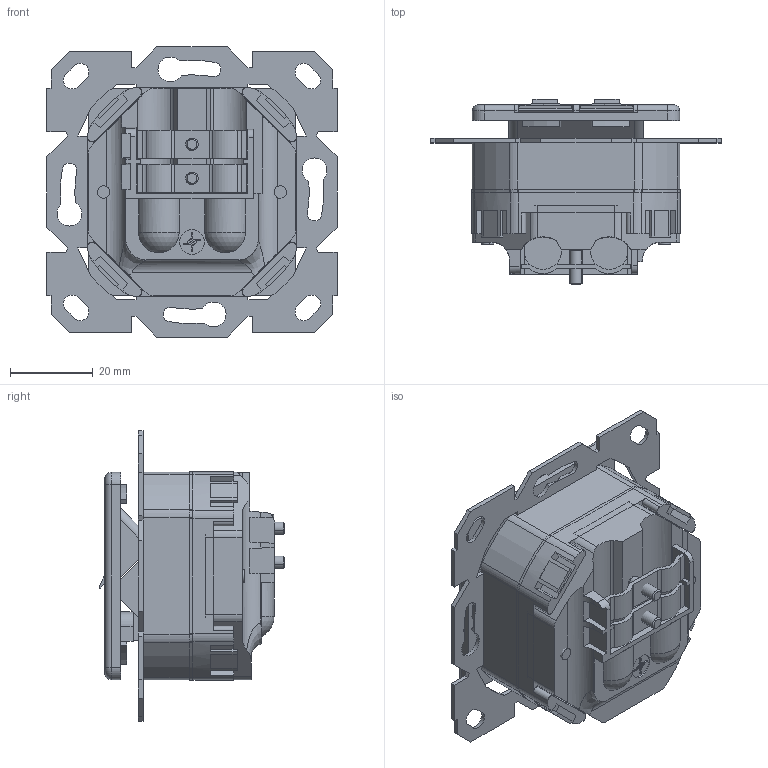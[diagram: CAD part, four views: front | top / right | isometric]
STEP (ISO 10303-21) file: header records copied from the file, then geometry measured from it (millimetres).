
FILE_DESCRIPTION (( 'STEP AP214' ), '1' );
FILE_NAME ('J00020A0500H50.STEP', '2010-03-19T14:48:52', ( 'ich' ), ( 'pp' ), 'SwSTEP 2.0', 'SolidWorks 2010', '' );
FILE_SCHEMA (( 'AUTOMOTIVE_DESIGN' ));
Length unit declared in the file: millimetre
Products named in the file (13): B00002A0014H50; g01003A0150H50; b10013A0025H50; A11000A0003; A05020D0622; A11000A0004; B06012A0041H50; B10014A0014H50; B00003A0101; J00020A0500H50; B05013A0008; b00003A0100H50; b10013A0026H50
Assembly tree (16 placements, depth 2):
  J00020A0500H50
    B10014A0014H50
    b10013A0025H50
    A11000A0003  x2
    B00002A0014H50  x2
    A11000A0004  x2
    b00003A0100H50
    A05020D0622
    g01003A0150H50
    B06012A0041H50  x2
    B00003A0101
    b10013A0026H50
    B05013A0008
Bounding box: 70 x 44.79 x 70 mm (x, y, z)
Volume: 65151.7 mm3; surface area: 42953.9 mm2
Topology: 16 solids, 21 shells, 2287 faces, 6060 edges, 3887 vertices
Faces by surface type: plane 1412, cylinder 387, bspline 373, cone 63, torus 40, sphere 12
Entity records: 89200 total; most frequent: CARTESIAN_POINT 29841, ORIENTED_EDGE 11006, DIRECTION 8810, EDGE_CURVE 5503, LINE 3578, VECTOR 3578, VERTEX_POINT 3519, AXIS2_PLACEMENT_3D 2616
